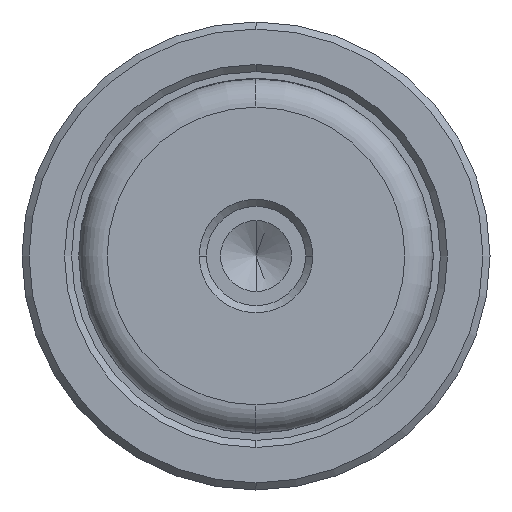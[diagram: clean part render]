
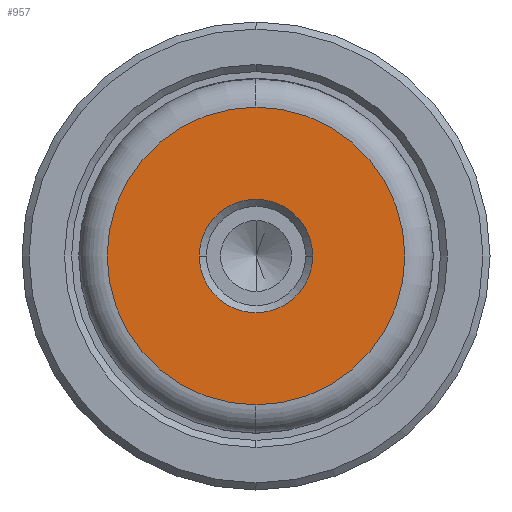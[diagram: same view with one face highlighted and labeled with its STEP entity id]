
A CAD part, left-side view. The second image highlights one B-rep face of the part: STEP entity #957.
In plain terms, the highlighted planar face has unit normal (-1, 0, 0).
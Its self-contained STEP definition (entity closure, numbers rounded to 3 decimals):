
#24 = CARTESIAN_POINT ( 'NONE',  ( 0., 4., 0. ) ) ;
#27 = VERTEX_POINT ( 'NONE', #1076 ) ;
#44 = ORIENTED_EDGE ( 'NONE', *, *, #1576, .T. ) ;
#124 = AXIS2_PLACEMENT_3D ( 'NONE', #409, #1733, #602 ) ;
#234 = FACE_BOUND ( 'NONE', #568, .T. ) ;
#243 = CARTESIAN_POINT ( 'NONE',  ( 0., 0., 0. ) ) ;
#379 = EDGE_CURVE ( 'NONE', #1661, #792, #2123, .T. ) ;
#380 = DIRECTION ( 'NONE',  ( 0., 0., 1. ) ) ;
#409 = CARTESIAN_POINT ( 'NONE',  ( 0., 0., 0. ) ) ;
#445 = DIRECTION ( 'NONE',  ( 0., 0., 1. ) ) ;
#466 = CARTESIAN_POINT ( 'NONE',  ( 0., 0., -10.497 ) ) ;
#484 = AXIS2_PLACEMENT_3D ( 'NONE', #1849, #709, #2035 ) ;
#535 = ORIENTED_EDGE ( 'NONE', *, *, #1979, .T. ) ;
#561 = CIRCLE ( 'NONE', #484, 4. ) ;
#568 = EDGE_LOOP ( 'NONE', ( #535, #44 ) ) ;
#602 = DIRECTION ( 'NONE',  ( 0., 0., 1. ) ) ;
#615 = AXIS2_PLACEMENT_3D ( 'NONE', #243, #1579, #445 ) ;
#709 = DIRECTION ( 'NONE',  ( 1., 0., 0. ) ) ;
#754 = PLANE ( 'NONE',  #2148 ) ;
#761 = CARTESIAN_POINT ( 'NONE',  ( 0., 0., 0. ) ) ;
#792 = VERTEX_POINT ( 'NONE', #940 ) ;
#866 = AXIS2_PLACEMENT_3D ( 'NONE', #761, #2083, #964 ) ;
#940 = CARTESIAN_POINT ( 'NONE',  ( 0., 0., 10.497 ) ) ;
#949 = ORIENTED_EDGE ( 'NONE', *, *, #379, .T. ) ;
#957 = ADVANCED_FACE ( 'NONE', ( #234, #1254 ), #754, .T. ) ;
#964 = DIRECTION ( 'NONE',  ( 0., 0., 1. ) ) ;
#1076 = CARTESIAN_POINT ( 'NONE',  ( 0., -4., 0. ) ) ;
#1105 = CIRCLE ( 'NONE', #866, 10.497 ) ;
#1254 = FACE_OUTER_BOUND ( 'NONE', #1726, .T. ) ;
#1324 = CIRCLE ( 'NONE', #615, 4. ) ;
#1328 = CARTESIAN_POINT ( 'NONE',  ( 0., 0., 0. ) ) ;
#1441 = VERTEX_POINT ( 'NONE', #24 ) ;
#1524 = DIRECTION ( 'NONE',  ( -1., 0., 0. ) ) ;
#1576 = EDGE_CURVE ( 'NONE', #1441, #27, #1324, .T. ) ;
#1579 = DIRECTION ( 'NONE',  ( 1., 0., 0. ) ) ;
#1661 = VERTEX_POINT ( 'NONE', #466 ) ;
#1726 = EDGE_LOOP ( 'NONE', ( #1912, #949 ) ) ;
#1733 = DIRECTION ( 'NONE',  ( -1., 0., 0. ) ) ;
#1849 = CARTESIAN_POINT ( 'NONE',  ( 0., 0., 0. ) ) ;
#1912 = ORIENTED_EDGE ( 'NONE', *, *, #2121, .T. ) ;
#1979 = EDGE_CURVE ( 'NONE', #27, #1441, #561, .T. ) ;
#2035 = DIRECTION ( 'NONE',  ( 0., 0., 1. ) ) ;
#2083 = DIRECTION ( 'NONE',  ( -1., 0., 0. ) ) ;
#2121 = EDGE_CURVE ( 'NONE', #792, #1661, #1105, .T. ) ;
#2123 = CIRCLE ( 'NONE', #124, 10.497 ) ;
#2148 = AXIS2_PLACEMENT_3D ( 'NONE', #1328, #1524, #380 ) ;
